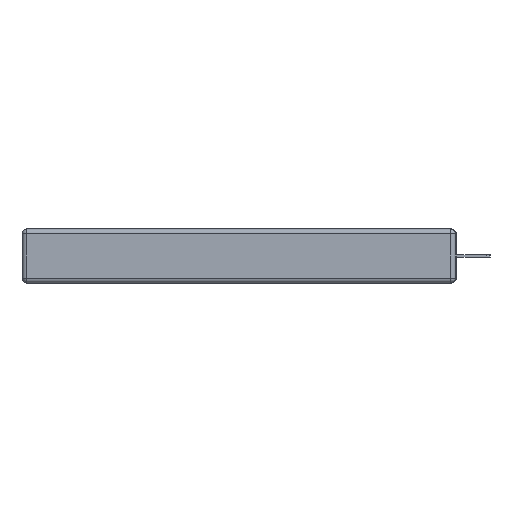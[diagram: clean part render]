
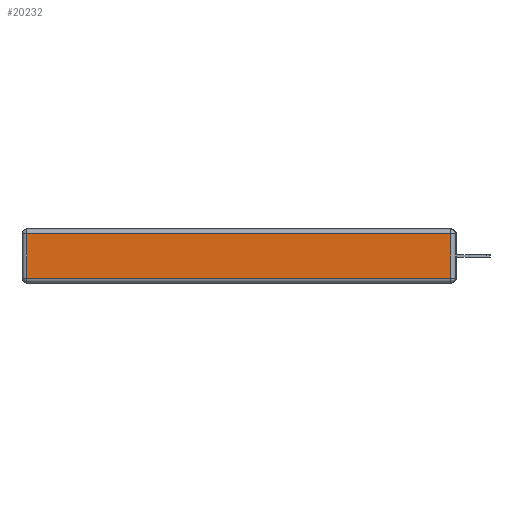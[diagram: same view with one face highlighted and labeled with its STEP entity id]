
A CAD part, left-side view. The second image highlights one B-rep face of the part: STEP entity #20232.
In plain terms, the highlighted planar face has unit normal (-1, 0, 0).
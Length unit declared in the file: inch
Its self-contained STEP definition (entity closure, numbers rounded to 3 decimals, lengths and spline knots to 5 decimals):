
#115 = EDGE_CURVE ( 'NONE', #7716, #26299, #4500, .T. ) ;
#454 = CARTESIAN_POINT ( 'NONE',  ( 0., 0., -0.343 ) ) ;
#563 = CARTESIAN_POINT ( 'NONE',  ( 0., 0.03, -0.03 ) ) ;
#577 = DIRECTION ( 'NONE',  ( 0., 0., 1. ) ) ;
#844 = LINE ( 'NONE', #9032, #23695 ) ;
#2187 = VECTOR ( 'NONE', #7570, 39.37008 ) ;
#2245 = DIRECTION ( 'NONE',  ( 0., 1., 0. ) ) ;
#2370 = CARTESIAN_POINT ( 'NONE',  ( 0., 2.75, -0.03 ) ) ;
#2468 = DIRECTION ( 'NONE',  ( -1., 0., 0. ) ) ;
#2992 = DIRECTION ( 'NONE',  ( 0., 0., -1. ) ) ;
#3955 = LINE ( 'NONE', #24030, #2187 ) ;
#4500 = LINE ( 'NONE', #2370, #9446 ) ;
#4816 = EDGE_LOOP ( 'NONE', ( #13889, #11454, #20831, #11945 ) ) ;
#6285 = AXIS2_PLACEMENT_3D ( 'NONE', #454, #2468, #577 ) ;
#7570 = DIRECTION ( 'NONE',  ( 0., 0., 1. ) ) ;
#7716 = VERTEX_POINT ( 'NONE', #563 ) ;
#8975 = VECTOR ( 'NONE', #16978, 39.37008 ) ;
#9032 = CARTESIAN_POINT ( 'NONE',  ( 0., 2.72, -0.343 ) ) ;
#9446 = VECTOR ( 'NONE', #2245, 39.37008 ) ;
#10631 = LINE ( 'NONE', #18892, #8975 ) ;
#11454 = ORIENTED_EDGE ( 'NONE', *, *, #24558, .T. ) ;
#11945 = ORIENTED_EDGE ( 'NONE', *, *, #26187, .T. ) ;
#13365 = CARTESIAN_POINT ( 'NONE',  ( 0., 2.72, -0.313 ) ) ;
#13889 = ORIENTED_EDGE ( 'NONE', *, *, #23203, .T. ) ;
#14399 = CARTESIAN_POINT ( 'NONE',  ( 0., 0.03, -0.313 ) ) ;
#14843 = FACE_OUTER_BOUND ( 'NONE', #4816, .T. ) ;
#16978 = DIRECTION ( 'NONE',  ( 0., -1., 0. ) ) ;
#18892 = CARTESIAN_POINT ( 'NONE',  ( 0., 0., -0.313 ) ) ;
#19523 = VERTEX_POINT ( 'NONE', #13365 ) ;
#20232 = ADVANCED_FACE ( 'NONE', ( #14843 ), #20917, .T. ) ;
#20831 = ORIENTED_EDGE ( 'NONE', *, *, #115, .T. ) ;
#20917 = PLANE ( 'NONE',  #6285 ) ;
#21976 = CARTESIAN_POINT ( 'NONE',  ( 0., 2.72, -0.03 ) ) ;
#23203 = EDGE_CURVE ( 'NONE', #19523, #23688, #10631, .T. ) ;
#23688 = VERTEX_POINT ( 'NONE', #14399 ) ;
#23695 = VECTOR ( 'NONE', #2992, 39.37008 ) ;
#24030 = CARTESIAN_POINT ( 'NONE',  ( 0., 0.03, -0.343 ) ) ;
#24558 = EDGE_CURVE ( 'NONE', #23688, #7716, #3955, .T. ) ;
#26187 = EDGE_CURVE ( 'NONE', #26299, #19523, #844, .T. ) ;
#26299 = VERTEX_POINT ( 'NONE', #21976 ) ;
